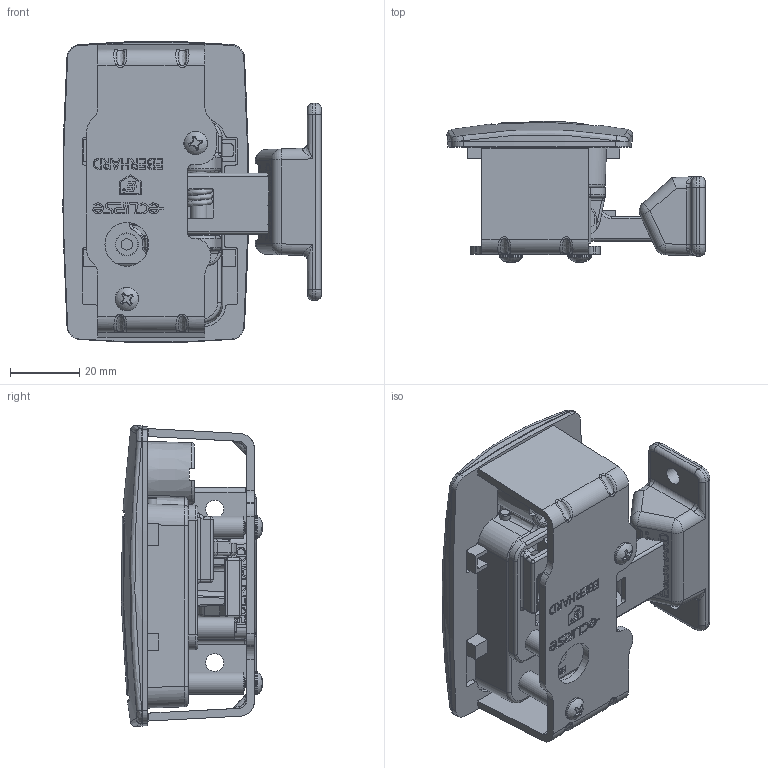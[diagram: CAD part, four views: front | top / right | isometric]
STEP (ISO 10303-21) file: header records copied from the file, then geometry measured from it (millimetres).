
FILE_DESCRIPTION(/* description */ ('PUSH LATCH HANDLE ASSEMBLY NON LOCKING'),/* implementation_level */ '2;1');
FILE_NAME(/* name */ 'ECL2-430.stp',/* time_stamp */ '2023-11-28T13:52:22-05:00',/* author */ ('dtinay'),/* organization */ (''),/* preprocessor_version */ 'ST-DEVELOPER v20',/* originating_system */ 'Autodesk Inventor 2024',/* authorisation */ '');
FILE_SCHEMA (('AUTOMOTIVE_DESIGN { 1 0 10303 214 3 1 1 }'));
Products named in the file (13): ECL2-430; ECL2-430-1; ECL-18X; ECL2-430-2; ECL-430-SS3X; ECL-430-SS21; ECL2-430-11; ECL-430-6; ECL-430-SS13; ECL-430-SS5; ECL2-430-10SS; ECL2-130-40SS; ECL-19
Assembly tree (13 placements, depth 2):
  ECL2-430
    ECL2-430-1
    ECL-18X
    ECL2-430-2
    ECL-430-SS3X
    ECL-430-SS21
    ECL2-430-11
    ECL-430-6
    ECL-430-SS13
    ECL-430-SS5
    ECL2-430-10SS
    ECL2-130-40SS  x2
    ECL-19
Bounding box: 74.82 x 40.9 x 87.16 mm (x, y, z)
Volume: 62605.6 mm3; surface area: 49858.6 mm2
Topology: 18 solids, 18 shells, 1854 faces, 4880 edges, 3113 vertices
Faces by surface type: plane 979, cylinder 456, bspline 323, torus 54, cone 21, sphere 21
Full cylindrical faces by diameter (mm): 1.016 x1, 1.397 x3, 2.653 x24, 3.175 x3, 3.264 x3, 3.277 x4, 3.409 x10, 4.166 x10, 4.623 x2, 4.724 x1, 4.75 x2, 4.826 x2, 4.851 x2, 5.156 x2, 5.715 x1, 6.401 x3, 6.502 x1, 6.54 x2, 6.667 x2, 6.858 x2, 7.112 x1, 12.7 x1
Entity records: 67360 total; most frequent: CARTESIAN_POINT 24510, ORIENTED_EDGE 9334, DIRECTION 7787, EDGE_CURVE 4667, VERTEX_POINT 2989, LINE 2731, VECTOR 2731, AXIS2_PLACEMENT_3D 2528
